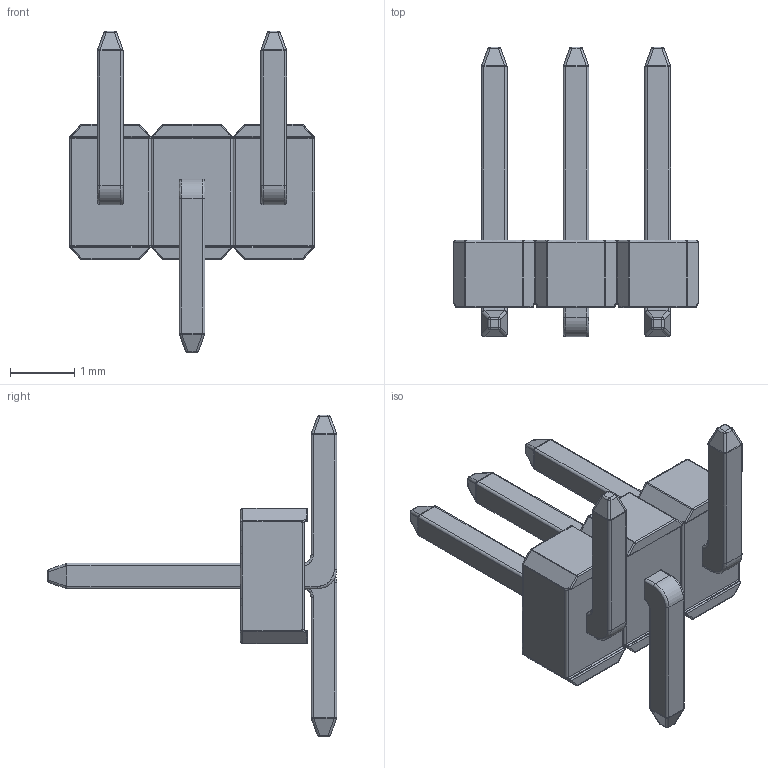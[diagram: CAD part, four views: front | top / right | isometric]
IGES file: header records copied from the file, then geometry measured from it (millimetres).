
Start section: SolidWorks IGES file using analytic representation for surfaces
Global section: file name: M50-3630342.IGS; native system: SolidWorks 2014; preprocessor: SolidWorks 2014; author: susan_ahlfs; date: 180116.155622; units: millimetre
Bounding box: 3.81 x 4.5 x 5 mm (x, y, z)
Surface area: 59.4 mm2 (no closed solid volume)
Topology: 0 solids, 0 shells, 453 faces, 2202 edges, 2130 vertices
Faces by surface type: revolution 276, bspline 177
